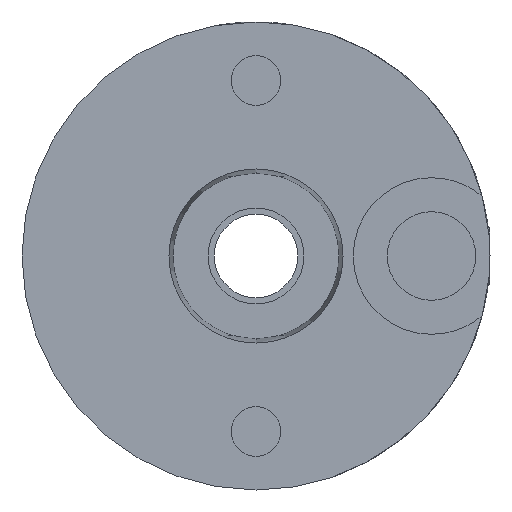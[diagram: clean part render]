
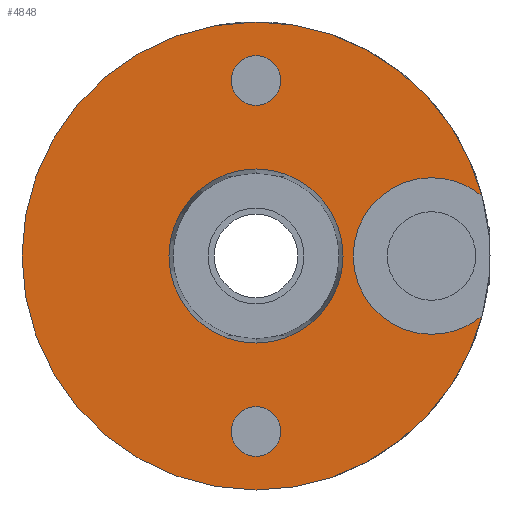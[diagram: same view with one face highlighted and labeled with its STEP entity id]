
A CAD part, front view. The second image highlights one B-rep face of the part: STEP entity #4848.
In plain terms, the highlighted planar face has unit normal (0, -1, 0).
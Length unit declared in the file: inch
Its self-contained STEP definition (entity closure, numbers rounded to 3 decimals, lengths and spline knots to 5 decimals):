
#49 = AXIS2_PLACEMENT_3D ( 'NONE', #1131, #5904, #2172 ) ;
#204 = ORIENTED_EDGE ( 'NONE', *, *, #2563, .F. ) ;
#212 = ORIENTED_EDGE ( 'NONE', *, *, #2787, .F. ) ;
#233 = AXIS2_PLACEMENT_3D ( 'NONE', #5551, #3451, #2850 ) ;
#305 = PLANE ( 'NONE',  #725 ) ;
#306 = VERTEX_POINT ( 'NONE', #922 ) ;
#312 = EDGE_CURVE ( 'NONE', #3749, #306, #893, .T. ) ;
#317 = VERTEX_POINT ( 'NONE', #452 ) ;
#339 = AXIS2_PLACEMENT_3D ( 'NONE', #3799, #1154, #5406 ) ;
#452 = CARTESIAN_POINT ( 'NONE',  ( 0., 0.069, 0.3595 ) ) ;
#479 = DIRECTION ( 'NONE',  ( 0., 1., 0. ) ) ;
#524 = AXIS2_PLACEMENT_3D ( 'NONE', #798, #4407, #3515 ) ;
#724 = DIRECTION ( 'NONE',  ( 0., 0., -1. ) ) ;
#725 = AXIS2_PLACEMENT_3D ( 'NONE', #1631, #3107, #5244 ) ;
#761 = CIRCLE ( 'NONE', #2656, 0.0445 ) ;
#789 = FACE_BOUND ( 'NONE', #4189, .T. ) ;
#798 = CARTESIAN_POINT ( 'NONE',  ( 0.315, 0.069, 0. ) ) ;
#875 = CARTESIAN_POINT ( 'NONE',  ( 0., 0.069, -0.315 ) ) ;
#877 = EDGE_CURVE ( 'NONE', #1226, #5459, #4847, .T. ) ;
#893 = CIRCLE ( 'NONE', #6655, 0.15625 ) ;
#894 = AXIS2_PLACEMENT_3D ( 'NONE', #4596, #5665, #1309 ) ;
#898 = VERTEX_POINT ( 'NONE', #4663 ) ;
#922 = CARTESIAN_POINT ( 'NONE',  ( 0., 0.069, 0.15625 ) ) ;
#946 = CARTESIAN_POINT ( 'NONE',  ( 0., 0.069, 0. ) ) ;
#1034 = CIRCLE ( 'NONE', #4762, 0.15625 ) ;
#1131 = CARTESIAN_POINT ( 'NONE',  ( 0.315, 0.069, 0. ) ) ;
#1154 = DIRECTION ( 'NONE',  ( 0., -1., 0. ) ) ;
#1215 = CARTESIAN_POINT ( 'NONE',  ( 0., 0.069, -0.42 ) ) ;
#1223 = CARTESIAN_POINT ( 'NONE',  ( 0.40617, 0.069, 0.10691 ) ) ;
#1226 = VERTEX_POINT ( 'NONE', #4554 ) ;
#1295 = VERTEX_POINT ( 'NONE', #6797 ) ;
#1309 = DIRECTION ( 'NONE',  ( 0., 0., 1. ) ) ;
#1533 = DIRECTION ( 'NONE',  ( 0., -1., 0. ) ) ;
#1547 = EDGE_CURVE ( 'NONE', #4542, #3250, #4914, .T. ) ;
#1631 = CARTESIAN_POINT ( 'NONE',  ( 0., 0.069, 0. ) ) ;
#1722 = CARTESIAN_POINT ( 'NONE',  ( 0., 0.069, -0.15625 ) ) ;
#1746 = ORIENTED_EDGE ( 'NONE', *, *, #6802, .F. ) ;
#1747 = AXIS2_PLACEMENT_3D ( 'NONE', #5480, #3948, #5521 ) ;
#1784 = CIRCLE ( 'NONE', #4722, 0.0445 ) ;
#1920 = FACE_OUTER_BOUND ( 'NONE', #2253, .T. ) ;
#2090 = CIRCLE ( 'NONE', #1747, 0.0445 ) ;
#2172 = DIRECTION ( 'NONE',  ( 0., 0., -1. ) ) ;
#2253 = EDGE_LOOP ( 'NONE', ( #204, #2340, #4718, #5414, #2869, #6346 ) ) ;
#2340 = ORIENTED_EDGE ( 'NONE', *, *, #877, .F. ) ;
#2393 = DIRECTION ( 'NONE',  ( 0., 0., -1. ) ) ;
#2408 = CIRCLE ( 'NONE', #4208, 0.42 ) ;
#2418 = DIRECTION ( 'NONE',  ( 0., -1., 0. ) ) ;
#2446 = DIRECTION ( 'NONE',  ( 0., -1., 0. ) ) ;
#2526 = DIRECTION ( 'NONE',  ( 0., -1., 0. ) ) ;
#2563 = EDGE_CURVE ( 'NONE', #5459, #4542, #3792, .T. ) ;
#2656 = AXIS2_PLACEMENT_3D ( 'NONE', #6657, #3969, #724 ) ;
#2709 = CARTESIAN_POINT ( 'NONE',  ( 0.315, 0.069, -0.1405 ) ) ;
#2743 = ORIENTED_EDGE ( 'NONE', *, *, #5189, .F. ) ;
#2787 = EDGE_CURVE ( 'NONE', #1295, #317, #761, .T. ) ;
#2823 = ORIENTED_EDGE ( 'NONE', *, *, #6511, .F. ) ;
#2849 = CIRCLE ( 'NONE', #233, 0.42 ) ;
#2850 = DIRECTION ( 'NONE',  ( 0., 0., 1. ) ) ;
#2869 = ORIENTED_EDGE ( 'NONE', *, *, #3807, .F. ) ;
#2906 = ORIENTED_EDGE ( 'NONE', *, *, #312, .F. ) ;
#3107 = DIRECTION ( 'NONE',  ( 0., -1., 0. ) ) ;
#3250 = VERTEX_POINT ( 'NONE', #2709 ) ;
#3451 = DIRECTION ( 'NONE',  ( 0., 1., 0. ) ) ;
#3512 = CIRCLE ( 'NONE', #339, 0.0445 ) ;
#3515 = DIRECTION ( 'NONE',  ( 0., 0., -1. ) ) ;
#3589 = EDGE_CURVE ( 'NONE', #6115, #5691, #1784, .T. ) ;
#3591 = CARTESIAN_POINT ( 'NONE',  ( 0., 0.069, 0. ) ) ;
#3749 = VERTEX_POINT ( 'NONE', #1722 ) ;
#3792 = CIRCLE ( 'NONE', #524, 0.1405 ) ;
#3799 = CARTESIAN_POINT ( 'NONE',  ( 0., 0.069, 0.315 ) ) ;
#3807 = EDGE_CURVE ( 'NONE', #3250, #898, #4437, .T. ) ;
#3948 = DIRECTION ( 'NONE',  ( 0., -1., 0. ) ) ;
#3969 = DIRECTION ( 'NONE',  ( 0., -1., 0. ) ) ;
#3971 = AXIS2_PLACEMENT_3D ( 'NONE', #5654, #2446, #4551 ) ;
#4061 = FACE_BOUND ( 'NONE', #4375, .T. ) ;
#4120 = EDGE_CURVE ( 'NONE', #4706, #1226, #2849, .T. ) ;
#4178 = DIRECTION ( 'NONE',  ( 0., 0., -1. ) ) ;
#4187 = CARTESIAN_POINT ( 'NONE',  ( 0., 0.069, 0. ) ) ;
#4189 = EDGE_LOOP ( 'NONE', ( #212, #2823 ) ) ;
#4208 = AXIS2_PLACEMENT_3D ( 'NONE', #946, #479, #6356 ) ;
#4375 = EDGE_LOOP ( 'NONE', ( #2906, #1746 ) ) ;
#4407 = DIRECTION ( 'NONE',  ( 0., -1., 0. ) ) ;
#4437 = CIRCLE ( 'NONE', #3971, 0.1405 ) ;
#4542 = VERTEX_POINT ( 'NONE', #6569 ) ;
#4551 = DIRECTION ( 'NONE',  ( 0., 0., -1. ) ) ;
#4554 = CARTESIAN_POINT ( 'NONE',  ( 0., 0.069, 0.42 ) ) ;
#4596 = CARTESIAN_POINT ( 'NONE',  ( 0., 0.069, 0. ) ) ;
#4640 = EDGE_LOOP ( 'NONE', ( #6473, #2743 ) ) ;
#4663 = CARTESIAN_POINT ( 'NONE',  ( 0.40617, 0.069, -0.10691 ) ) ;
#4706 = VERTEX_POINT ( 'NONE', #1215 ) ;
#4708 = FACE_BOUND ( 'NONE', #4640, .T. ) ;
#4718 = ORIENTED_EDGE ( 'NONE', *, *, #4120, .F. ) ;
#4722 = AXIS2_PLACEMENT_3D ( 'NONE', #875, #2418, #2393 ) ;
#4760 = CARTESIAN_POINT ( 'NONE',  ( 0., 0.069, -0.3595 ) ) ;
#4762 = AXIS2_PLACEMENT_3D ( 'NONE', #3591, #1533, #4178 ) ;
#4801 = DIRECTION ( 'NONE',  ( 0., 0., -1. ) ) ;
#4847 = CIRCLE ( 'NONE', #894, 0.42 ) ;
#4848 = ADVANCED_FACE ( 'NONE', ( #1920, #789, #4708, #4061 ), #305, .T. ) ;
#4914 = CIRCLE ( 'NONE', #49, 0.1405 ) ;
#5189 = EDGE_CURVE ( 'NONE', #5691, #6115, #2090, .T. ) ;
#5244 = DIRECTION ( 'NONE',  ( 0., 0., -1. ) ) ;
#5262 = EDGE_CURVE ( 'NONE', #898, #4706, #2408, .T. ) ;
#5406 = DIRECTION ( 'NONE',  ( 0., 0., -1. ) ) ;
#5414 = ORIENTED_EDGE ( 'NONE', *, *, #5262, .F. ) ;
#5459 = VERTEX_POINT ( 'NONE', #1223 ) ;
#5480 = CARTESIAN_POINT ( 'NONE',  ( 0., 0.069, -0.315 ) ) ;
#5521 = DIRECTION ( 'NONE',  ( 0., 0., -1. ) ) ;
#5551 = CARTESIAN_POINT ( 'NONE',  ( 0., 0.069, 0. ) ) ;
#5642 = CARTESIAN_POINT ( 'NONE',  ( 0., 0.069, -0.2705 ) ) ;
#5654 = CARTESIAN_POINT ( 'NONE',  ( 0.315, 0.069, 0. ) ) ;
#5665 = DIRECTION ( 'NONE',  ( 0., 1., 0. ) ) ;
#5691 = VERTEX_POINT ( 'NONE', #5642 ) ;
#5904 = DIRECTION ( 'NONE',  ( 0., -1., 0. ) ) ;
#6115 = VERTEX_POINT ( 'NONE', #4760 ) ;
#6346 = ORIENTED_EDGE ( 'NONE', *, *, #1547, .F. ) ;
#6356 = DIRECTION ( 'NONE',  ( 0., 0., 1. ) ) ;
#6473 = ORIENTED_EDGE ( 'NONE', *, *, #3589, .F. ) ;
#6511 = EDGE_CURVE ( 'NONE', #317, #1295, #3512, .T. ) ;
#6569 = CARTESIAN_POINT ( 'NONE',  ( 0.315, 0.069, 0.1405 ) ) ;
#6655 = AXIS2_PLACEMENT_3D ( 'NONE', #4187, #2526, #4801 ) ;
#6657 = CARTESIAN_POINT ( 'NONE',  ( 0., 0.069, 0.315 ) ) ;
#6797 = CARTESIAN_POINT ( 'NONE',  ( 0., 0.069, 0.2705 ) ) ;
#6802 = EDGE_CURVE ( 'NONE', #306, #3749, #1034, .T. ) ;
